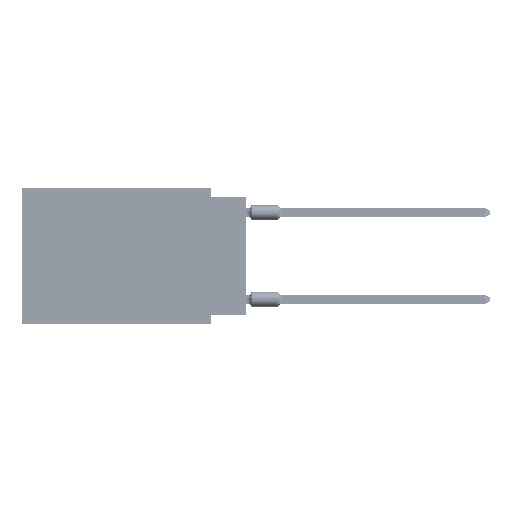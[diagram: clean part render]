
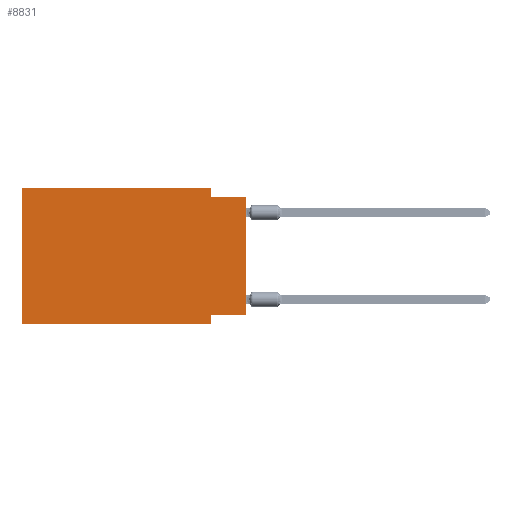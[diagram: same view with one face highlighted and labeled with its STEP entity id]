
A CAD part, left-side view. The second image highlights one B-rep face of the part: STEP entity #8831.
In plain terms, the highlighted planar face has unit normal (-1, 0, 0).
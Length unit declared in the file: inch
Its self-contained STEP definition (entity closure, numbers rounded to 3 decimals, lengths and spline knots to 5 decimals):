
#616 = LINE ( 'NONE', #75537, #38926 ) ;
#938 = PLANE ( 'NONE',  #55930 ) ;
#1263 = LINE ( 'NONE', #33991, #30488 ) ;
#1515 = DIRECTION ( 'NONE',  ( 0., 0., 1. ) ) ;
#3324 = CARTESIAN_POINT ( 'NONE',  ( 0., 0., -0.025 ) ) ;
#4661 = ORIENTED_EDGE ( 'NONE', *, *, #54499, .F. ) ;
#7397 = CARTESIAN_POINT ( 'NONE',  ( 0., 0.645, -0.39 ) ) ;
#7515 = VERTEX_POINT ( 'NONE', #7397 ) ;
#8538 = DIRECTION ( 'NONE',  ( 0., 0., -1. ) ) ;
#8831 = ADVANCED_FACE ( 'NONE', ( #61940 ), #938, .F. ) ;
#9246 = EDGE_CURVE ( 'NONE', #7515, #40302, #75304, .T. ) ;
#11389 = LINE ( 'NONE', #3324, #27601 ) ;
#13580 = VERTEX_POINT ( 'NONE', #88040 ) ;
#14714 = EDGE_LOOP ( 'NONE', ( #75533, #4661, #21350, #67219, #39551, #14739, #50167, #19135 ) ) ;
#14739 = ORIENTED_EDGE ( 'NONE', *, *, #9246, .T. ) ;
#17113 = CARTESIAN_POINT ( 'NONE',  ( 0., 0., -0.025 ) ) ;
#19135 = ORIENTED_EDGE ( 'NONE', *, *, #31455, .F. ) ;
#20739 = VECTOR ( 'NONE', #52068, 39.37008 ) ;
#21350 = ORIENTED_EDGE ( 'NONE', *, *, #69403, .F. ) ;
#21416 = DIRECTION ( 'NONE',  ( 0., 0., -1. ) ) ;
#23400 = VERTEX_POINT ( 'NONE', #45649 ) ;
#24246 = DIRECTION ( 'NONE',  ( 0., 1., 0. ) ) ;
#25239 = EDGE_CURVE ( 'NONE', #80150, #54965, #616, .T. ) ;
#25550 = VECTOR ( 'NONE', #77061, 39.37008 ) ;
#26469 = CARTESIAN_POINT ( 'NONE',  ( 0., 0.645, 0. ) ) ;
#27601 = VECTOR ( 'NONE', #85412, 39.37008 ) ;
#30488 = VECTOR ( 'NONE', #21416, 39.37008 ) ;
#31455 = EDGE_CURVE ( 'NONE', #80150, #23400, #44885, .T. ) ;
#33775 = CARTESIAN_POINT ( 'NONE',  ( 0., 0.645, 0. ) ) ;
#33991 = CARTESIAN_POINT ( 'NONE',  ( 0., 0.1, 0. ) ) ;
#35533 = LINE ( 'NONE', #62932, #51646 ) ;
#35778 = CARTESIAN_POINT ( 'NONE',  ( 0., 0.645, -0.39 ) ) ;
#35893 = CARTESIAN_POINT ( 'NONE',  ( 0., 0.645, 0. ) ) ;
#36619 = VERTEX_POINT ( 'NONE', #73341 ) ;
#38926 = VECTOR ( 'NONE', #1515, 39.37008 ) ;
#39551 = ORIENTED_EDGE ( 'NONE', *, *, #66236, .F. ) ;
#40228 = VERTEX_POINT ( 'NONE', #33775 ) ;
#40302 = VERTEX_POINT ( 'NONE', #84879 ) ;
#41299 = DIRECTION ( 'NONE',  ( 1., 0., 0. ) ) ;
#44885 = LINE ( 'NONE', #46216, #86771 ) ;
#45649 = CARTESIAN_POINT ( 'NONE',  ( 0., 0.1, -0.365 ) ) ;
#46216 = CARTESIAN_POINT ( 'NONE',  ( 0., 0., -0.365 ) ) ;
#50167 = ORIENTED_EDGE ( 'NONE', *, *, #76752, .F. ) ;
#51646 = VECTOR ( 'NONE', #57498, 39.37008 ) ;
#52068 = DIRECTION ( 'NONE',  ( 0., -1., 0. ) ) ;
#52336 = CARTESIAN_POINT ( 'NONE',  ( 0., 0.1, -0.39 ) ) ;
#54499 = EDGE_CURVE ( 'NONE', #13580, #54965, #11389, .T. ) ;
#54965 = VERTEX_POINT ( 'NONE', #17113 ) ;
#55930 = AXIS2_PLACEMENT_3D ( 'NONE', #35893, #41299, #8538 ) ;
#57010 = EDGE_CURVE ( 'NONE', #40228, #36619, #72282, .T. ) ;
#57498 = DIRECTION ( 'NONE',  ( 0., 0., 1. ) ) ;
#61940 = FACE_OUTER_BOUND ( 'NONE', #14714, .T. ) ;
#62227 = CARTESIAN_POINT ( 'NONE',  ( 0., 0., -0.365 ) ) ;
#62932 = CARTESIAN_POINT ( 'NONE',  ( 0., 0.645, 0. ) ) ;
#64908 = LINE ( 'NONE', #52336, #76870 ) ;
#66236 = EDGE_CURVE ( 'NONE', #7515, #40228, #35533, .T. ) ;
#67219 = ORIENTED_EDGE ( 'NONE', *, *, #57010, .F. ) ;
#69403 = EDGE_CURVE ( 'NONE', #36619, #13580, #1263, .T. ) ;
#72282 = LINE ( 'NONE', #26469, #20739 ) ;
#73341 = CARTESIAN_POINT ( 'NONE',  ( 0., 0.1, 0. ) ) ;
#75304 = LINE ( 'NONE', #35778, #25550 ) ;
#75533 = ORIENTED_EDGE ( 'NONE', *, *, #25239, .T. ) ;
#75537 = CARTESIAN_POINT ( 'NONE',  ( 0., 0., 0. ) ) ;
#76752 = EDGE_CURVE ( 'NONE', #23400, #40302, #64908, .T. ) ;
#76870 = VECTOR ( 'NONE', #78391, 39.37008 ) ;
#77061 = DIRECTION ( 'NONE',  ( 0., -1., 0. ) ) ;
#78391 = DIRECTION ( 'NONE',  ( 0., 0., -1. ) ) ;
#80150 = VERTEX_POINT ( 'NONE', #62227 ) ;
#84879 = CARTESIAN_POINT ( 'NONE',  ( 0., 0.1, -0.39 ) ) ;
#85412 = DIRECTION ( 'NONE',  ( 0., -1., 0. ) ) ;
#86771 = VECTOR ( 'NONE', #24246, 39.37008 ) ;
#88040 = CARTESIAN_POINT ( 'NONE',  ( 0., 0.1, -0.025 ) ) ;
